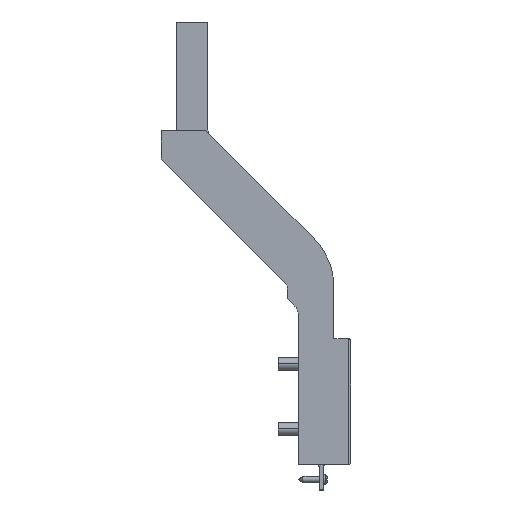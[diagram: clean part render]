
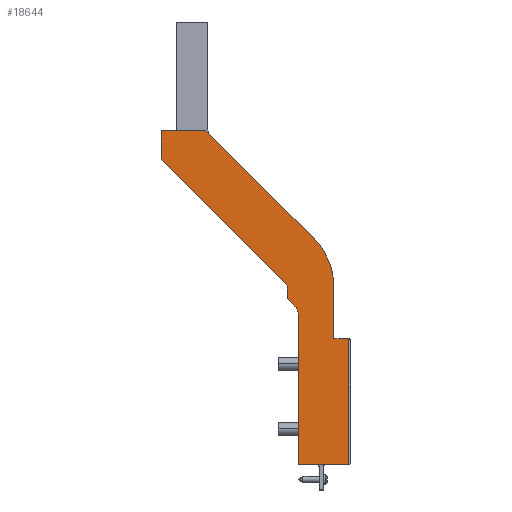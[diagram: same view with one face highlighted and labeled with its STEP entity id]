
A CAD part, left-side view. The second image highlights one B-rep face of the part: STEP entity #18644.
In plain terms, the highlighted planar face has unit normal (-1, 0, 0).
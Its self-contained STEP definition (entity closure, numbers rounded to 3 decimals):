
#15173=DIRECTION('',(0.,0.,
-1.));
#15174=VECTOR('',#15173,4.281);
#15175=CARTESIAN_POINT('',(-94.493,-87.,
283.783));
#15176=LINE('',#15175,#15174);
#15197=DIRECTION('',(0.,0.,1.));
#15198=VECTOR('',#15197,71.929);
#15199=CARTESIAN_POINT('',(-94.499,-92.,
200.502));
#15200=LINE('',#15199,#15198);
#15201=CARTESIAN_POINT('',(-94.494,-87.,
272.431));
#15202=DIRECTION('',(-1.,0.,0.));
#15203=DIRECTION('',(0.,-1.,0.));
#15204=AXIS2_PLACEMENT_3D('',#15201,#15202,#15203);
#15206=DIRECTION('',(0.,0.707,0.707));
#15207=VECTOR('',#15206,5.);
#15208=CARTESIAN_POINT('',(-94.494,-90.536,
275.966));
#15209=LINE('',#15208,#15207);
#15210=CARTESIAN_POINT('',(-94.493,-82.,
283.783));
#15211=DIRECTION('',(-1.,0.,0.));
#15212=DIRECTION('',(0.,-1.,0.));
#15213=AXIS2_PLACEMENT_3D('',#15210,#15211,#15212);
#15215=DIRECTION('',(0.,0.707,0.707));
#15216=VECTOR('',#15215,82.782);
#15217=CARTESIAN_POINT('',(-94.493,-85.536,
287.318));
#15218=LINE('',#15217,#15216);
#15219=DIRECTION('',(0.,0.,1.));
#15220=VECTOR('',#15219,7.071);
#15221=CARTESIAN_POINT('',(-94.489,-27.,
345.854));
#15222=LINE('',#15221,#15220);
#15223=DIRECTION('',(0.,0.,1.));
#15224=VECTOR('',#15223,6.577);
#15225=CARTESIAN_POINT('',(-94.488,-27.,
352.925));
#15226=LINE('',#15225,#15224);
#15227=DIRECTION('',(0.,-1.,0.));
#15228=VECTOR('',#15227,21.);
#15229=CARTESIAN_POINT('',(-94.488,-27.,
359.502));
#15230=LINE('',#15229,#15228);
#15231=DIRECTION('',(0.,-0.707,-0.707));
#15232=VECTOR('',#15231,73.012);
#15233=CARTESIAN_POINT('',(-94.488,-48.,
359.502));
#15234=LINE('',#15233,#15232);
#15235=CARTESIAN_POINT('',(-94.493,-77.,
285.247));
#15236=DIRECTION('',(1.,0.,0.));
#15237=DIRECTION('',(0.,-0.707,0.707));
#15238=AXIS2_PLACEMENT_3D('',#15235,#15236,#15237);
#15240=DIRECTION('',(0.,0.,-1.));
#15241=VECTOR('',#15240,24.745);
#15242=CARTESIAN_POINT('',(-94.493,-109.,
285.247));
#15243=LINE('',#15242,#15241);
#15244=DIRECTION('',(0.,-1.,0.));
#15245=VECTOR('',#15244,7.);
#15246=CARTESIAN_POINT('',(-94.495,-109.,
260.502));
#15247=LINE('',#15246,#15245);
#15248=DIRECTION('',(0.,0.,-1.));
#15249=VECTOR('',#15248,60.);
#15250=CARTESIAN_POINT('',(-94.495,-116.,
260.502));
#15251=LINE('',#15250,#15249);
#15384=CARTESIAN_POINT('',(-94.495,-116.,
260.502));
#15424=DIRECTION('',(0.,-1.,0.));
#15425=VECTOR('',#15424,24.);
#15426=CARTESIAN_POINT('',(-94.499,-92.,
200.502));
#15427=LINE('',#15426,#15425);
#16818=CARTESIAN_POINT('',(-94.494,-92.,
272.431));
#16819=VERTEX_POINT('',#16818);
#16820=CARTESIAN_POINT('',(-94.494,-90.536,
275.966));
#16821=VERTEX_POINT('',#16820);
#16826=CARTESIAN_POINT('',(-94.499,-92.,
200.502));
#16827=VERTEX_POINT('',#16826);
#16900=CARTESIAN_POINT('',(-94.488,-27.,
359.502));
#16902=VERTEX_POINT('',#16900);
#16908=CARTESIAN_POINT('',(-94.488,-48.,
359.502));
#16909=VERTEX_POINT('',#16908);
#16914=CARTESIAN_POINT('',(-94.492,-99.627,
307.874));
#16915=VERTEX_POINT('',#16914);
#16916=CARTESIAN_POINT('',(-94.493,-109.,
285.247));
#16917=VERTEX_POINT('',#16916);
#16922=CARTESIAN_POINT('',(-94.495,-109.,
260.502));
#16923=VERTEX_POINT('',#16922);
#16927=VERTEX_POINT('',#15384);
#16934=CARTESIAN_POINT('',(-94.499,-116.,
200.502));
#16935=VERTEX_POINT('',#16934);
#16936=CARTESIAN_POINT('',(-94.494,-87.,
279.502));
#16937=VERTEX_POINT('',#16936);
#16938=CARTESIAN_POINT('',(-94.493,-87.,
283.783));
#16939=VERTEX_POINT('',#16938);
#16940=CARTESIAN_POINT('',(-94.493,-85.536,
287.318));
#16941=VERTEX_POINT('',#16940);
#16942=CARTESIAN_POINT('',(-94.489,-27.,
345.854));
#16943=VERTEX_POINT('',#16942);
#16944=CARTESIAN_POINT('',(-94.488,-27.,
352.925));
#16945=VERTEX_POINT('',#16944);
#18616=CARTESIAN_POINT('',(-94.494,-71.5,
280.002));
#18617=DIRECTION('',(1.,0.,0.));
#18618=DIRECTION('',(0.,1.,0.));
#18619=AXIS2_PLACEMENT_3D('',#18616,#18617,#18618);
#18620=PLANE('',#18619);
#18621=ORIENTED_EDGE('',*,*,#18221,.T.);
#18622=ORIENTED_EDGE('',*,*,#18521,.T.);
#18623=ORIENTED_EDGE('',*,*,#18542,.T.);
#18624=ORIENTED_EDGE('',*,*,#18561,.F.);
#18625=ORIENTED_EDGE('',*,*,#18584,.T.);
#18626=ORIENTED_EDGE('',*,*,#18604,.T.);
#18627=ORIENTED_EDGE('',*,*,#18396,.T.);
#18628=ORIENTED_EDGE('',*,*,#18394,.T.);
#18629=ORIENTED_EDGE('',*,*,#18436,.T.);
#18631=ORIENTED_EDGE('',*,*,#18630,.T.);
#18633=ORIENTED_EDGE('',*,*,#18632,.T.);
#18635=ORIENTED_EDGE('',*,*,#18634,.T.);
#18637=ORIENTED_EDGE('',*,*,#18636,.T.);
#18639=ORIENTED_EDGE('',*,*,#18638,.T.);
#18641=ORIENTED_EDGE('',*,*,#18640,.F.);
#18642=EDGE_LOOP('',(#18621,#18622,#18623,#18624,#18625,#18626,#18627,#18628,
#18629,#18631,#18633,#18635,#18637,#18639,#18641));
#18643=FACE_OUTER_BOUND('',#18642,.F.);
#15205=CIRCLE('',#15204,5.);
#15214=CIRCLE('',#15213,5.);
#15239=CIRCLE('',#15238,32.);
#18221=EDGE_CURVE('',#16827,#16819,#15200,.T.);
#18394=EDGE_CURVE('',#16945,#16902,#15226,.T.);
#18396=EDGE_CURVE('',#16943,#16945,#15222,.T.);
#18436=EDGE_CURVE('',#16902,#16909,#15230,.T.);
#18521=EDGE_CURVE('',#16819,#16821,#15205,.T.);
#18542=EDGE_CURVE('',#16821,#16937,#15209,.T.);
#18561=EDGE_CURVE('',#16939,#16937,#15176,.T.);
#18584=EDGE_CURVE('',#16939,#16941,#15214,.T.);
#18604=EDGE_CURVE('',#16941,#16943,#15218,.T.);
#18630=EDGE_CURVE('',#16909,#16915,#15234,.T.);
#18632=EDGE_CURVE('',#16915,#16917,#15239,.T.);
#18634=EDGE_CURVE('',#16917,#16923,#15243,.T.);
#18636=EDGE_CURVE('',#16923,#16927,#15247,.T.);
#18638=EDGE_CURVE('',#16927,#16935,#15251,.T.);
#18640=EDGE_CURVE('',#16827,#16935,#15427,.T.);
#18644=ADVANCED_FACE('',(#18643),#18620,.F.);
